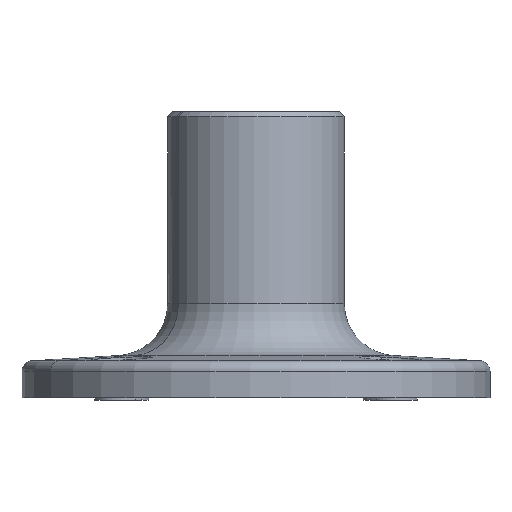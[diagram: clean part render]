
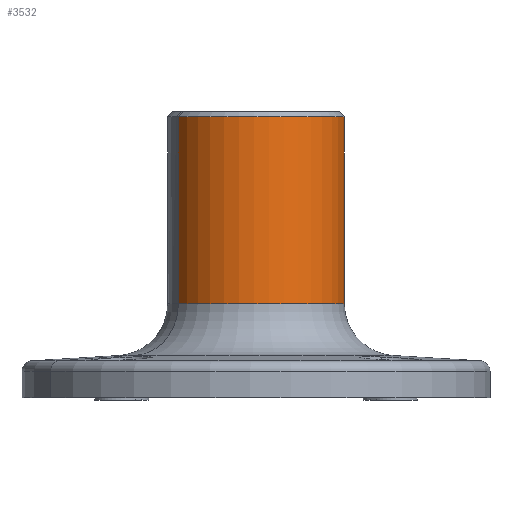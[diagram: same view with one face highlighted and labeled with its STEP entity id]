
A CAD part, left-side view. The second image highlights one B-rep face of the part: STEP entity #3532.
In plain terms, the highlighted cylindrical face has radius 17 mm (diameter 34 mm), a partial arc.
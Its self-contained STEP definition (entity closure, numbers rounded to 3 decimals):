
#413 = ORIENTED_EDGE ( 'NONE', *, *, #5168, .F. ) ;
#444 = VECTOR ( 'NONE', #2690, 1000. ) ;
#533 = EDGE_CURVE ( 'NONE', #4940, #1854, #2896, .T. ) ;
#542 = CARTESIAN_POINT ( 'NONE',  ( -8.15, 14.919, 18.099 ) ) ;
#622 = CYLINDRICAL_SURFACE ( 'NONE', #1595, 17. ) ;
#625 = DIRECTION ( 'NONE',  ( 0.479, -0.878, 0. ) ) ;
#649 = DIRECTION ( 'NONE',  ( 0., 0., 1. ) ) ;
#668 = CARTESIAN_POINT ( 'NONE',  ( 0., 0., 54. ) ) ;
#979 = VERTEX_POINT ( 'NONE', #1875 ) ;
#1173 = VECTOR ( 'NONE', #1439, 1000. ) ;
#1260 = CIRCLE ( 'NONE', #3148, 17. ) ;
#1301 = LINE ( 'NONE', #4635, #1173 ) ;
#1439 = DIRECTION ( 'NONE',  ( 0., 0., 1. ) ) ;
#1467 = DIRECTION ( 'NONE',  ( 0., 0., 1. ) ) ;
#1498 = LINE ( 'NONE', #4684, #444 ) ;
#1595 = AXIS2_PLACEMENT_3D ( 'NONE', #2226, #1467, #625 ) ;
#1854 = VERTEX_POINT ( 'NONE', #2419 ) ;
#1875 = CARTESIAN_POINT ( 'NONE',  ( -8.15, 14.919, 54. ) ) ;
#2226 = CARTESIAN_POINT ( 'NONE',  ( 0., 0., 27.5 ) ) ;
#2406 = CARTESIAN_POINT ( 'NONE',  ( 8.15, -14.919, 54. ) ) ;
#2419 = CARTESIAN_POINT ( 'NONE',  ( 8.15, -14.919, 18.099 ) ) ;
#2662 = ORIENTED_EDGE ( 'NONE', *, *, #2827, .F. ) ;
#2690 = DIRECTION ( 'NONE',  ( 0., 0., 1. ) ) ;
#2827 = EDGE_CURVE ( 'NONE', #979, #3128, #1260, .T. ) ;
#2891 = FACE_OUTER_BOUND ( 'NONE', #3066, .T. ) ;
#2896 = CIRCLE ( 'NONE', #4271, 17. ) ;
#3066 = EDGE_LOOP ( 'NONE', ( #413, #3414, #4626, #2662 ) ) ;
#3128 = VERTEX_POINT ( 'NONE', #2406 ) ;
#3148 = AXIS2_PLACEMENT_3D ( 'NONE', #668, #649, #3920 ) ;
#3414 = ORIENTED_EDGE ( 'NONE', *, *, #533, .T. ) ;
#3532 = ADVANCED_FACE ( 'NONE', ( #2891 ), #622, .T. ) ;
#3920 = DIRECTION ( 'NONE',  ( 1., 0., 0. ) ) ;
#4264 = DIRECTION ( 'NONE',  ( 0., 0., 1. ) ) ;
#4271 = AXIS2_PLACEMENT_3D ( 'NONE', #4712, #4264, #4287 ) ;
#4287 = DIRECTION ( 'NONE',  ( 1., 0., 0. ) ) ;
#4487 = EDGE_CURVE ( 'NONE', #1854, #3128, #1498, .T. ) ;
#4626 = ORIENTED_EDGE ( 'NONE', *, *, #4487, .T. ) ;
#4635 = CARTESIAN_POINT ( 'NONE',  ( -8.15, 14.919, 36.55 ) ) ;
#4684 = CARTESIAN_POINT ( 'NONE',  ( 8.15, -14.919, 36.55 ) ) ;
#4712 = CARTESIAN_POINT ( 'NONE',  ( 0., 0., 18.099 ) ) ;
#4940 = VERTEX_POINT ( 'NONE', #542 ) ;
#5168 = EDGE_CURVE ( 'NONE', #4940, #979, #1301, .T. ) ;
